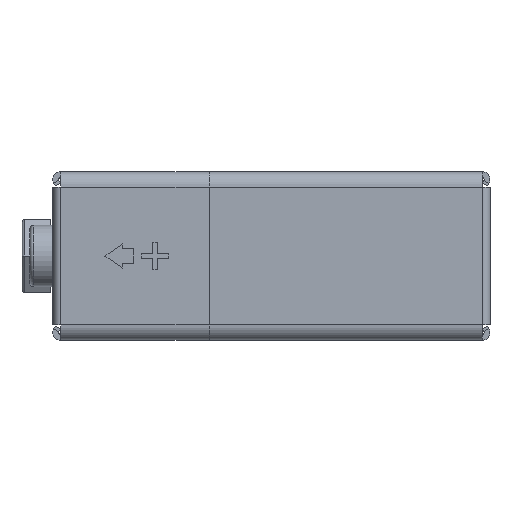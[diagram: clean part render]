
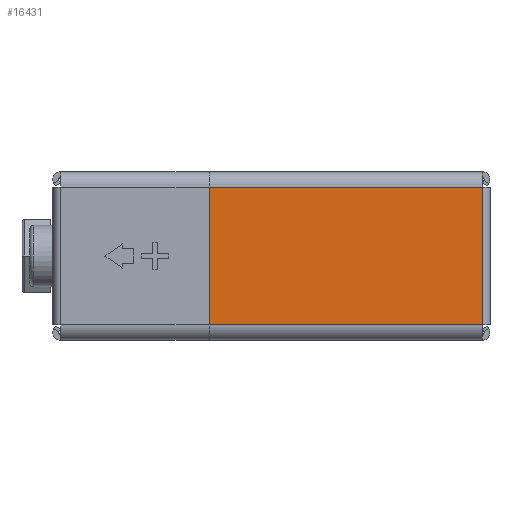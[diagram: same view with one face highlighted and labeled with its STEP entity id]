
A CAD part, left-side view. The second image highlights one B-rep face of the part: STEP entity #16431.
In plain terms, the highlighted planar face has unit normal (-1, 0, 0).
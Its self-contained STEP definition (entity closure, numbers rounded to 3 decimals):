
#773 = CARTESIAN_POINT ( 'NONE',  ( -13.25, -21.845, -7.14 ) ) ;
#1159 = LINE ( 'NONE', #8221, #7154 ) ;
#2046 = DIRECTION ( 'NONE',  ( 0., -1., 0. ) ) ;
#2321 = EDGE_CURVE ( 'NONE', #4605, #16850, #16747, .T. ) ;
#2973 = CARTESIAN_POINT ( 'NONE',  ( -13.25, 6.454, 7.14 ) ) ;
#3263 = CARTESIAN_POINT ( 'NONE',  ( -13.25, -21.845, 7.14 ) ) ;
#3964 = EDGE_CURVE ( 'NONE', #16850, #5090, #1159, .T. ) ;
#4124 = VECTOR ( 'NONE', #8042, 1000. ) ;
#4293 = ORIENTED_EDGE ( 'NONE', *, *, #5304, .F. ) ;
#4605 = VERTEX_POINT ( 'NONE', #5783 ) ;
#4621 = LINE ( 'NONE', #8533, #4124 ) ;
#4980 = EDGE_LOOP ( 'NONE', ( #18954, #15225, #4293, #10990 ) ) ;
#5090 = VERTEX_POINT ( 'NONE', #2973 ) ;
#5174 = CARTESIAN_POINT ( 'NONE',  ( -13.25, 6.454, -7.14 ) ) ;
#5258 = DIRECTION ( 'NONE',  ( -1., 0., 0. ) ) ;
#5304 = EDGE_CURVE ( 'NONE', #4605, #9172, #17395, .T. ) ;
#5783 = CARTESIAN_POINT ( 'NONE',  ( -13.25, -21.845, -7.14 ) ) ;
#7154 = VECTOR ( 'NONE', #10178, 1000. ) ;
#7933 = DIRECTION ( 'NONE',  ( 0., 0., 1. ) ) ;
#8042 = DIRECTION ( 'NONE',  ( 0., 0., -1. ) ) ;
#8221 = CARTESIAN_POINT ( 'NONE',  ( -13.25, -21.845, 7.14 ) ) ;
#8502 = FACE_OUTER_BOUND ( 'NONE', #4980, .T. ) ;
#8533 = CARTESIAN_POINT ( 'NONE',  ( -13.25, 6.454, -7.14 ) ) ;
#8873 = VECTOR ( 'NONE', #15421, 1000. ) ;
#9172 = VERTEX_POINT ( 'NONE', #5174 ) ;
#10178 = DIRECTION ( 'NONE',  ( 0., 1., 0. ) ) ;
#10990 = ORIENTED_EDGE ( 'NONE', *, *, #2321, .T. ) ;
#11762 = EDGE_CURVE ( 'NONE', #5090, #9172, #4621, .T. ) ;
#14666 = CARTESIAN_POINT ( 'NONE',  ( -13.25, -21.845, -7.14 ) ) ;
#15110 = AXIS2_PLACEMENT_3D ( 'NONE', #773, #5258, #2046 ) ;
#15122 = VECTOR ( 'NONE', #7933, 1000. ) ;
#15225 = ORIENTED_EDGE ( 'NONE', *, *, #11762, .T. ) ;
#15421 = DIRECTION ( 'NONE',  ( 0., 1., 0. ) ) ;
#15753 = PLANE ( 'NONE',  #15110 ) ;
#16431 = ADVANCED_FACE ( 'NONE', ( #8502 ), #15753, .T. ) ;
#16747 = LINE ( 'NONE', #14666, #15122 ) ;
#16850 = VERTEX_POINT ( 'NONE', #3263 ) ;
#17395 = LINE ( 'NONE', #18942, #8873 ) ;
#18942 = CARTESIAN_POINT ( 'NONE',  ( -13.25, -21.845, -7.14 ) ) ;
#18954 = ORIENTED_EDGE ( 'NONE', *, *, #3964, .T. ) ;
